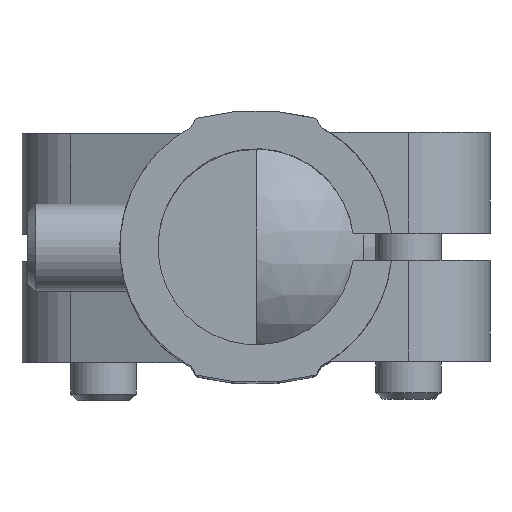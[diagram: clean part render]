
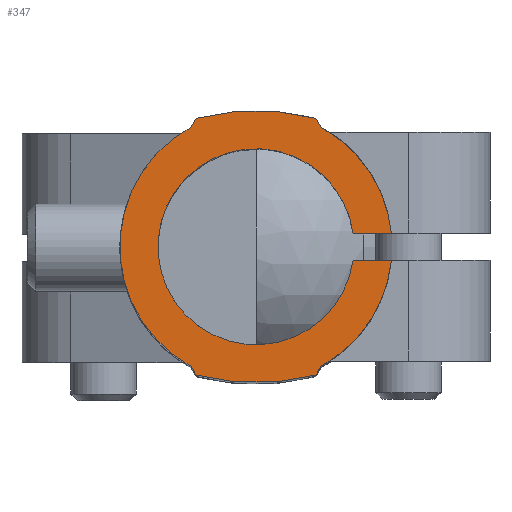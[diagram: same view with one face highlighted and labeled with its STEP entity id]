
A CAD part, top view. The second image highlights one B-rep face of the part: STEP entity #347.
In plain terms, the highlighted planar face has unit normal (0, 0, 1).
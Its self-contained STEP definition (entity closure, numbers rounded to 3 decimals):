
#347 = ADVANCED_FACE( '', ( #752 ), #753, .T. );
#752 = FACE_OUTER_BOUND( '', #1217, .T. );
#753 = PLANE( '', #1218 );
#1217 = EDGE_LOOP( '', ( #1995, #1996, #1997, #1998, #1999, #2000, #2001, #2002, #2003, #2004, #2005, #2006 ) );
#1218 = AXIS2_PLACEMENT_3D( '', #2007, #2008, #2009 );
#1995 = ORIENTED_EDGE( '', *, *, #2860, .T. );
#1996 = ORIENTED_EDGE( '', *, *, #2722, .T. );
#1997 = ORIENTED_EDGE( '', *, *, #2861, .T. );
#1998 = ORIENTED_EDGE( '', *, *, #2749, .T. );
#1999 = ORIENTED_EDGE( '', *, *, #2850, .T. );
#2000 = ORIENTED_EDGE( '', *, *, #2862, .T. );
#2001 = ORIENTED_EDGE( '', *, *, #2839, .T. );
#2002 = ORIENTED_EDGE( '', *, *, #2863, .T. );
#2003 = ORIENTED_EDGE( '', *, *, #2718, .T. );
#2004 = ORIENTED_EDGE( '', *, *, #2864, .T. );
#2005 = ORIENTED_EDGE( '', *, *, #2865, .T. );
#2006 = ORIENTED_EDGE( '', *, *, #2866, .T. );
#2007 = CARTESIAN_POINT( '', ( 0., 0., 0. ) );
#2008 = DIRECTION( '', ( 0., 0., 1. ) );
#2009 = DIRECTION( '', ( 1., 0., 0. ) );
#2718 = EDGE_CURVE( '', #3241, #3239, #3242, .T. );
#2722 = EDGE_CURVE( '', #3247, #3248, #3249, .T. );
#2749 = EDGE_CURVE( '', #3289, #3293, #3295, .T. );
#2839 = EDGE_CURVE( '', #3429, #3427, #3430, .T. );
#2850 = EDGE_CURVE( '', #3293, #3441, #3443, .T. );
#2860 = EDGE_CURVE( '', #3455, #3247, #3456, .F. );
#2861 = EDGE_CURVE( '', #3248, #3289, #3457, .T. );
#2862 = EDGE_CURVE( '', #3441, #3429, #3458, .T. );
#2863 = EDGE_CURVE( '', #3427, #3241, #3459, .T. );
#2864 = EDGE_CURVE( '', #3239, #3460, #3461, .T. );
#2865 = EDGE_CURVE( '', #3460, #3462, #3463, .T. );
#2866 = EDGE_CURVE( '', #3462, #3455, #3464, .T. );
#3239 = VERTEX_POINT( '', #4010 );
#3241 = VERTEX_POINT( '', #4013 );
#3242 = CIRCLE( '', #4014, 21.5 );
#3247 = VERTEX_POINT( '', #4020 );
#3248 = VERTEX_POINT( '', #4021 );
#3249 = LINE( '', #4022, #4023 );
#3289 = VERTEX_POINT( '', #4083 );
#3293 = VERTEX_POINT( '', #4089 );
#3295 = LINE( '', #4092, #4093 );
#3427 = VERTEX_POINT( '', #4268 );
#3429 = VERTEX_POINT( '', #4271 );
#3430 = CIRCLE( '', #4272, 12.5 );
#3441 = VERTEX_POINT( '', #4291 );
#3443 = CIRCLE( '', #4294, 21.5 );
#3455 = VERTEX_POINT( '', #4311 );
#3456 = CIRCLE( '', #4312, 9. );
#3457 = CIRCLE( '', #4313, 12.5 );
#3458 = LINE( '', #4314, #4315 );
#3459 = LINE( '', #4316, #4317 );
#3460 = VERTEX_POINT( '', #4318 );
#3461 = LINE( '', #4319, #4320 );
#3462 = VERTEX_POINT( '', #4321 );
#3463 = CIRCLE( '', #4322, 12.5 );
#3464 = LINE( '', #4323, #4324 );
#4010 = CARTESIAN_POINT( '', ( 5.492, -11.787, 0. ) );
#4013 = CARTESIAN_POINT( '', ( -5.492, -11.787, 0. ) );
#4014 = AXIS2_PLACEMENT_3D( '', #4727, #4728, #4729 );
#4020 = CARTESIAN_POINT( '', ( 8.913, 1.25, 0. ) );
#4021 = CARTESIAN_POINT( '', ( 12.437, 1.25, 0. ) );
#4022 = CARTESIAN_POINT( '', ( 0., 1.25, 0. ) );
#4023 = VECTOR( '', #4734, 1000. );
#4083 = CARTESIAN_POINT( '', ( 5.95, 10.993, 0. ) );
#4089 = CARTESIAN_POINT( '', ( 5.492, 11.787, 0. ) );
#4092 = CARTESIAN_POINT( '', ( 5.95, 10.993, 0. ) );
#4093 = VECTOR( '', #4758, 1000. );
#4268 = CARTESIAN_POINT( '', ( -5.95, -10.993, 0. ) );
#4271 = CARTESIAN_POINT( '', ( -5.95, 10.993, 0. ) );
#4272 = AXIS2_PLACEMENT_3D( '', #4863, #4864, #4865 );
#4291 = CARTESIAN_POINT( '', ( -5.492, 11.787, 0. ) );
#4294 = AXIS2_PLACEMENT_3D( '', #4875, #4876, #4877 );
#4311 = CARTESIAN_POINT( '', ( 8.913, -1.25, 0. ) );
#4312 = AXIS2_PLACEMENT_3D( '', #4889, #4890, #4891 );
#4313 = AXIS2_PLACEMENT_3D( '', #4892, #4893, #4894 );
#4314 = CARTESIAN_POINT( '', ( -5.492, 11.787, 0. ) );
#4315 = VECTOR( '', #4895, 1000. );
#4316 = CARTESIAN_POINT( '', ( -5.95, -10.993, 0. ) );
#4317 = VECTOR( '', #4896, 1000. );
#4318 = CARTESIAN_POINT( '', ( 5.95, -10.993, 0. ) );
#4319 = CARTESIAN_POINT( '', ( 5.492, -11.787, 0. ) );
#4320 = VECTOR( '', #4897, 1000. );
#4321 = CARTESIAN_POINT( '', ( 12.437, -1.25, 0. ) );
#4322 = AXIS2_PLACEMENT_3D( '', #4898, #4899, #4900 );
#4323 = CARTESIAN_POINT( '', ( 0., -1.25, 0. ) );
#4324 = VECTOR( '', #4901, 1000. );
#4727 = CARTESIAN_POINT( '', ( 0., 9., 0. ) );
#4728 = DIRECTION( '', ( 0., 0., 1. ) );
#4729 = DIRECTION( '', ( 1., 0., 0. ) );
#4734 = DIRECTION( '', ( 1., 0., 0. ) );
#4758 = DIRECTION( '', ( -0.5, 0.866, 0. ) );
#4863 = CARTESIAN_POINT( '', ( 0., 0., 0. ) );
#4864 = DIRECTION( '', ( 0., 0., 1. ) );
#4865 = DIRECTION( '', ( 1., 0., 0. ) );
#4875 = CARTESIAN_POINT( '', ( 0., -9., 0. ) );
#4876 = DIRECTION( '', ( 0., 0., 1. ) );
#4877 = DIRECTION( '', ( 1., 0., 0. ) );
#4889 = CARTESIAN_POINT( '', ( 0., 0., 0. ) );
#4890 = DIRECTION( '', ( 0., 0., 1. ) );
#4891 = DIRECTION( '', ( 1., 0., 0. ) );
#4892 = CARTESIAN_POINT( '', ( 0., 0., 0. ) );
#4893 = DIRECTION( '', ( 0., 0., 1. ) );
#4894 = DIRECTION( '', ( 1., 0., 0. ) );
#4895 = DIRECTION( '', ( -0.5, -0.866, 0. ) );
#4896 = DIRECTION( '', ( 0.5, -0.866, 0. ) );
#4897 = DIRECTION( '', ( 0.5, 0.866, 0. ) );
#4898 = CARTESIAN_POINT( '', ( 0., 0., 0. ) );
#4899 = DIRECTION( '', ( 0., 0., 1. ) );
#4900 = DIRECTION( '', ( 1., 0., 0. ) );
#4901 = DIRECTION( '', ( -1., 0., 0. ) );
